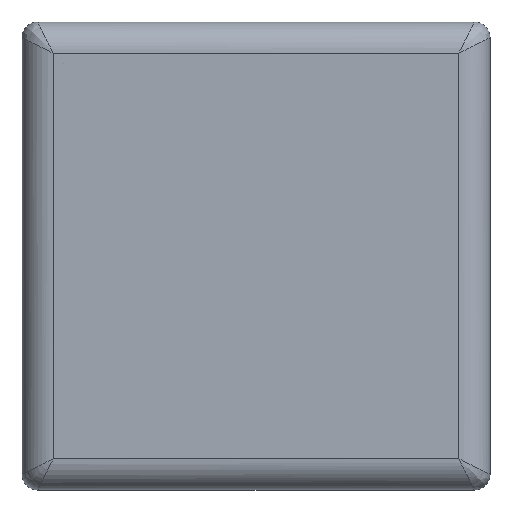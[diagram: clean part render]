
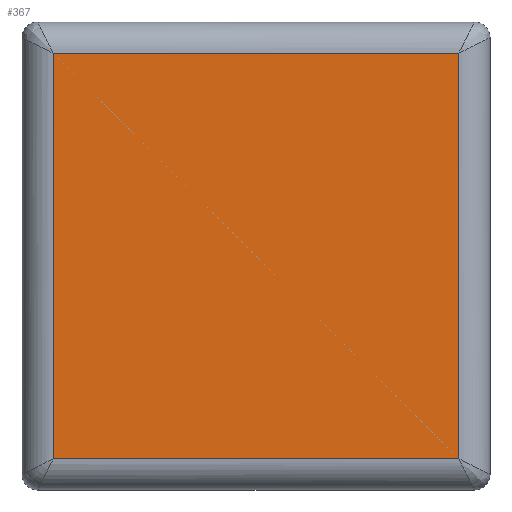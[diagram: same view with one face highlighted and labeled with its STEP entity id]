
A CAD part, front view. The second image highlights one B-rep face of the part: STEP entity #367.
In plain terms, the highlighted planar face has unit normal (0, -1, 0).
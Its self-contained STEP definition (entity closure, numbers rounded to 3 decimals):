
#365 = ORIENTED_EDGE ( 'NONE', *, *, #542, .T. ) ;
#366 = VERTEX_POINT ( 'NONE', #1315 ) ;
#367 = ADVANCED_FACE ( 'NONE', ( #1321 ), #1320, .T. ) ;
#368 = VERTEX_POINT ( 'NONE', #1376 ) ;
#369 = VERTEX_POINT ( 'NONE', #1375 ) ;
#370 = ORIENTED_EDGE ( 'NONE', *, *, #519, .T. ) ;
#480 = EDGE_LOOP ( 'NONE', ( #535, #370, #520, #365 ) ) ;
#519 = EDGE_CURVE ( 'NONE', #368, #369, #1388, .T. ) ;
#520 = ORIENTED_EDGE ( 'NONE', *, *, #521, .T. ) ;
#521 = EDGE_CURVE ( 'NONE', #369, #543, #1428, .T. ) ;
#535 = ORIENTED_EDGE ( 'NONE', *, *, #540, .T. ) ;
#540 = EDGE_CURVE ( 'NONE', #366, #368, #1463, .T. ) ;
#542 = EDGE_CURVE ( 'NONE', #543, #366, #1448, .T. ) ;
#543 = VERTEX_POINT ( 'NONE', #1442 ) ;
#1310 = DIRECTION ( 'NONE',  ( 0., 0., -1. ) ) ;
#1314 = AXIS2_PLACEMENT_3D ( 'NONE', #1377, #1372, #1310 ) ;
#1315 = CARTESIAN_POINT ( 'NONE',  ( 13., 0., -28. ) ) ;
#1320 = PLANE ( 'NONE',  #1314 ) ;
#1321 = FACE_OUTER_BOUND ( 'NONE', #480, .T. ) ;
#1372 = DIRECTION ( 'NONE',  ( 0., -1., 0. ) ) ;
#1375 = CARTESIAN_POINT ( 'NONE',  ( -13., 0., -2. ) ) ;
#1376 = CARTESIAN_POINT ( 'NONE',  ( 13., 0., -2. ) ) ;
#1377 = CARTESIAN_POINT ( 'NONE',  ( -15., 0., -30. ) ) ;
#1387 = CARTESIAN_POINT ( 'NONE',  ( -15., 0., -2. ) ) ;
#1388 = LINE ( 'NONE', #1387, #1430 ) ;
#1428 = LINE ( 'NONE', #1468, #1458 ) ;
#1430 = VECTOR ( 'NONE', #1436, 1000. ) ;
#1436 = DIRECTION ( 'NONE',  ( -1., 0., 0. ) ) ;
#1442 = CARTESIAN_POINT ( 'NONE',  ( -13., 0., -28. ) ) ;
#1445 = DIRECTION ( 'NONE',  ( 1., 0., 0. ) ) ;
#1446 = VECTOR ( 'NONE', #1445, 1000. ) ;
#1447 = CARTESIAN_POINT ( 'NONE',  ( 15., 0., -28. ) ) ;
#1448 = LINE ( 'NONE', #1447, #1446 ) ;
#1453 = DIRECTION ( 'NONE',  ( 0., 0., 1. ) ) ;
#1454 = VECTOR ( 'NONE', #1453, 1000. ) ;
#1455 = CARTESIAN_POINT ( 'NONE',  ( 13., 0., 0. ) ) ;
#1458 = VECTOR ( 'NONE', #1462, 1000. ) ;
#1462 = DIRECTION ( 'NONE',  ( 0., 0., -1. ) ) ;
#1463 = LINE ( 'NONE', #1455, #1454 ) ;
#1468 = CARTESIAN_POINT ( 'NONE',  ( -13., 0., -30. ) ) ;
